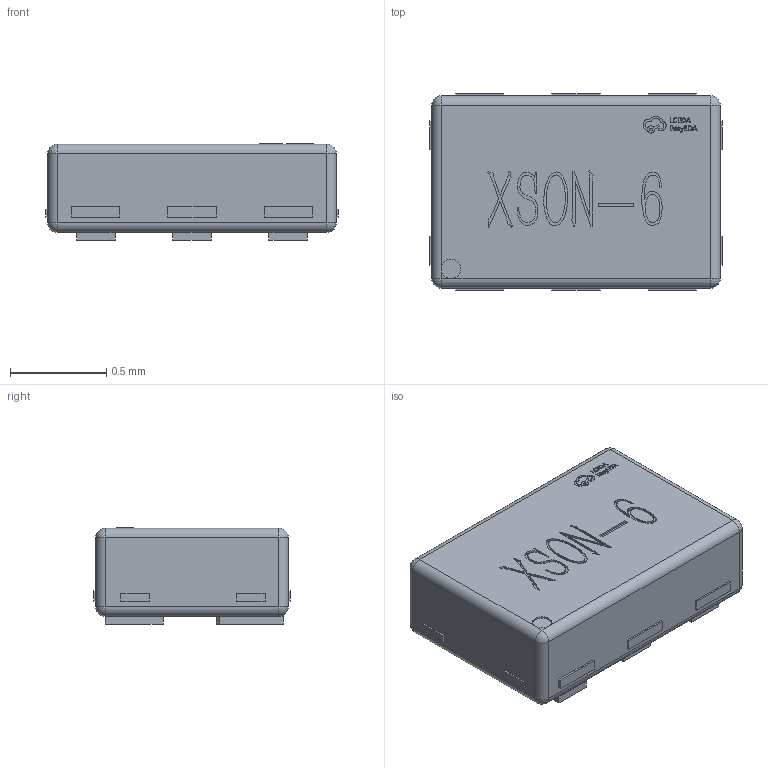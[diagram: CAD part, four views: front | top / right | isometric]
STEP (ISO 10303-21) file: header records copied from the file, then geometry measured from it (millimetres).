
FILE_DESCRIPTION (( 'STEP AP214' ), '1' );
FILE_NAME ('XSON-6_L1.5-W1.0-H0.5-P0.50-BL.step', '2022-07-26T09:41:46', ( '' ), ( '' ), 'SwSTEP 2.0', 'SolidWorks 2020', '' );
FILE_SCHEMA (( 'AUTOMOTIVE_DESIGN' ));
Length unit declared in the file: millimetre
Products named in the file (1): XSON-6_L1.5-W1.0-H0.5-P0.50-BL
Bounding box: 1.52 x 1.02 x 0.5 mm (x, y, z)
Volume: 0.7 mm3; surface area: 5.5 mm2
Topology: 14 solids, 14 shells, 565 faces, 1505 edges, 985 vertices
Faces by surface type: plane 352, bspline 191, cylinder 14, sphere 8
Entity records: 28581 total; most frequent: CARTESIAN_POINT 9487, ORIENTED_EDGE 2994, DIRECTION 1890, EDGE_CURVE 1497, VECTOR 1082, LINE 1082, VERTEX_POINT 985, EDGE_LOOP 602
